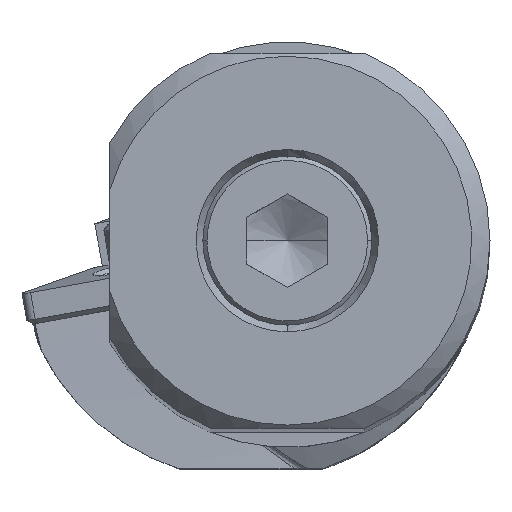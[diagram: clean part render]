
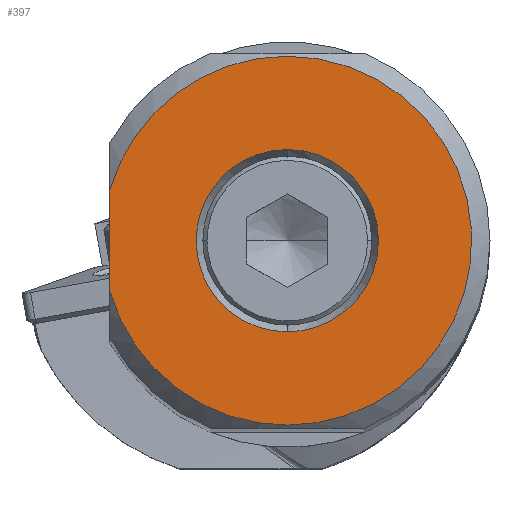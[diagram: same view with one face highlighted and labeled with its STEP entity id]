
A CAD part, top view. The second image highlights one B-rep face of the part: STEP entity #397.
In plain terms, the highlighted planar face has unit normal (0, 0, 1).
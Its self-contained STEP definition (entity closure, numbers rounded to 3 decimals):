
#134=FACE_BOUND('',#839,.T.);
#135=FACE_BOUND('',#840,.T.);
#397=ADVANCED_FACE('',(#134,#135),#556,.T.);
#556=PLANE('',#3789);
#839=EDGE_LOOP('',(#1527,#1528,#1529,#1530,#1531));
#840=EDGE_LOOP('',(#1532,#1533));
#1031=CIRCLE('',#3780,18.2);
#1032=CIRCLE('',#3781,18.2);
#1033=CIRCLE('',#3782,18.2);
#1034=CIRCLE('',#3783,18.2);
#1035=CIRCLE('',#3787,9.);
#1036=CIRCLE('',#3788,9.);
#1527=ORIENTED_EDGE('',*,*,#2767,.F.);
#1528=ORIENTED_EDGE('',*,*,#2766,.F.);
#1529=ORIENTED_EDGE('',*,*,#2765,.F.);
#1530=ORIENTED_EDGE('',*,*,#2764,.F.);
#1531=ORIENTED_EDGE('',*,*,#2746,.T.);
#1532=ORIENTED_EDGE('',*,*,#2771,.F.);
#1533=ORIENTED_EDGE('',*,*,#2772,.F.);
#2342=VERTEX_POINT('',#6139);
#2343=VERTEX_POINT('',#6141);
#2357=VERTEX_POINT('',#6188);
#2358=VERTEX_POINT('',#6190);
#2359=VERTEX_POINT('',#6192);
#2361=VERTEX_POINT('',#6208);
#2362=VERTEX_POINT('',#6209);
#2746=EDGE_CURVE('',#2343,#2342,#3162,.T.);
#2764=EDGE_CURVE('',#2343,#2357,#1031,.T.);
#2765=EDGE_CURVE('',#2357,#2358,#1032,.T.);
#2766=EDGE_CURVE('',#2358,#2359,#1033,.T.);
#2767=EDGE_CURVE('',#2359,#2342,#1034,.T.);
#2771=EDGE_CURVE('',#2361,#2362,#1035,.T.);
#2772=EDGE_CURVE('',#2362,#2361,#1036,.T.);
#3162=LINE('',#6140,#3380);
#3380=VECTOR('',#4361,1.);
#3780=AXIS2_PLACEMENT_3D('',#6187,#4389,#4390);
#3781=AXIS2_PLACEMENT_3D('',#6189,#4391,#4392);
#3782=AXIS2_PLACEMENT_3D('',#6191,#4393,#4394);
#3783=AXIS2_PLACEMENT_3D('',#6193,#4395,#4396);
#3787=AXIS2_PLACEMENT_3D('',#6207,#4404,#4405);
#3788=AXIS2_PLACEMENT_3D('',#6210,#4406,#4407);
#3789=AXIS2_PLACEMENT_3D('',#6211,#4408,#4409);
#4361=DIRECTION('',(0.,-1.,0.));
#4389=DIRECTION('',(0.,0.,-1.));
#4390=DIRECTION('',(-0.962,0.275,0.));
#4391=DIRECTION('',(0.,0.,-1.));
#4392=DIRECTION('',(0.,1.,0.));
#4393=DIRECTION('',(0.,0.,-1.));
#4394=DIRECTION('',(0.962,-0.275,0.));
#4395=DIRECTION('',(0.,0.,-1.));
#4396=DIRECTION('',(0.,-1.,0.));
#4404=DIRECTION('',(0.,0.,1.));
#4405=DIRECTION('',(0.,-1.,0.));
#4406=DIRECTION('',(0.,0.,1.));
#4407=DIRECTION('',(0.,1.,0.));
#4408=DIRECTION('',(0.,0.,1.));
#4409=DIRECTION('',(1.,0.,0.));
#6139=CARTESIAN_POINT('',(-17.5,-4.999,0.));
#6140=CARTESIAN_POINT('',(-17.5,4.999,0.));
#6141=CARTESIAN_POINT('',(-17.5,4.999,0.));
#6187=CARTESIAN_POINT('',(0.,0.,0.));
#6188=CARTESIAN_POINT('',(0.,18.2,0.));
#6189=CARTESIAN_POINT('',(0.,0.,0.));
#6190=CARTESIAN_POINT('',(17.5,-4.999,0.));
#6191=CARTESIAN_POINT('',(0.,0.,0.));
#6192=CARTESIAN_POINT('',(0.,-18.2,0.));
#6193=CARTESIAN_POINT('',(0.,0.,0.));
#6207=CARTESIAN_POINT('',(0.,0.,0.));
#6208=CARTESIAN_POINT('',(0.,-9.,0.));
#6209=CARTESIAN_POINT('',(0.,9.,0.));
#6210=CARTESIAN_POINT('',(0.,0.,0.));
#6211=CARTESIAN_POINT('',(0.35,0.,0.));
